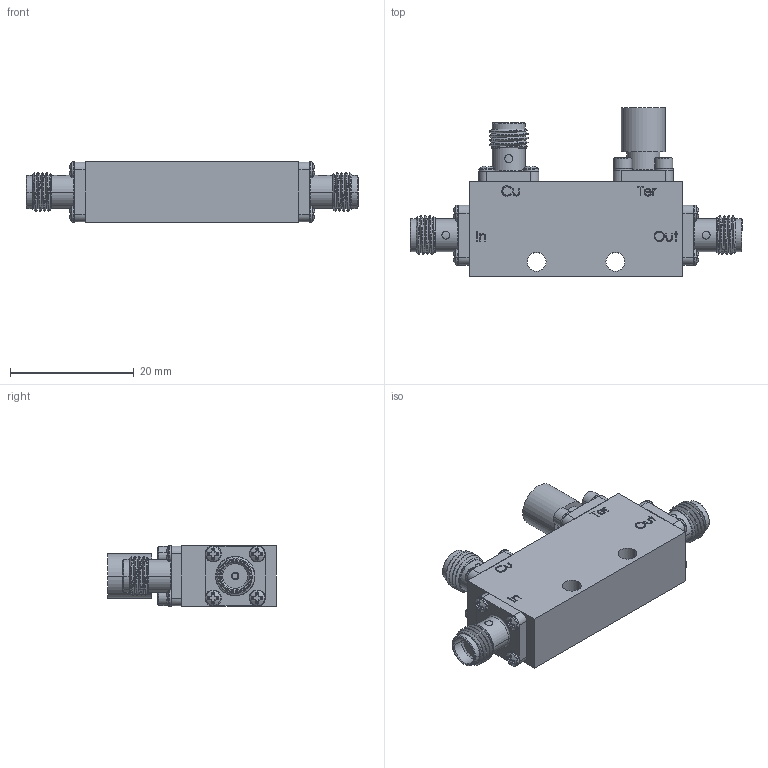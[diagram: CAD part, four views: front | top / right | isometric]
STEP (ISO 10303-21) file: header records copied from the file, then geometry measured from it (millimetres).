
FILE_DESCRIPTION (( 'STEP AP203' ), '1' );
FILE_NAME ('PE2CP1104 - FMCP1104.step', '2019-04-01T17:35:49', ( '' ), ( '' ), 'SwSTEP 2.0', 'SolidWorks 2017', '' );
FILE_SCHEMA (( 'CONFIG_CONTROL_DESIGN' ));
Length unit declared in the file: inch
Products named in the file (1): PE2CP1104 - FMCP1104
Bounding box: 53.55 x 27.14 x 9.7 mm (x, y, z)
Volume: 6381.8 mm3; surface area: 4556.7 mm2
Topology: 5 solids, 5 shells, 989 faces, 2592 edges, 1679 vertices
Faces by surface type: plane 404, cylinder 313, cone 148, bspline 116, torus 8
Entity records: 41235 total; most frequent: CARTESIAN_POINT 18859, ORIENTED_EDGE 5184, DIRECTION 4009, EDGE_CURVE 2592, VERTEX_POINT 1679, AXIS2_PLACEMENT_3D 1480, EDGE_LOOP 1065, VECTOR 1049
